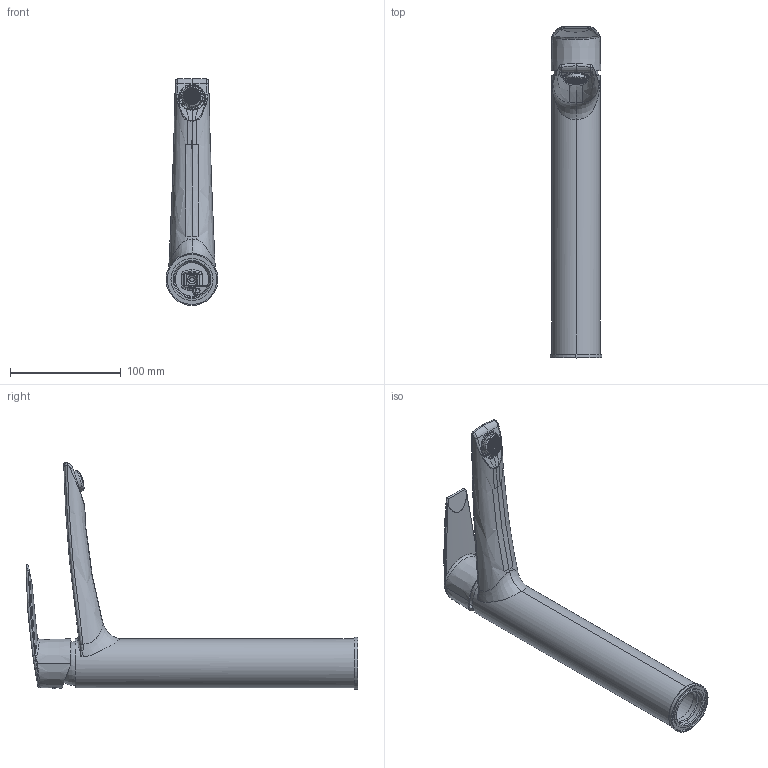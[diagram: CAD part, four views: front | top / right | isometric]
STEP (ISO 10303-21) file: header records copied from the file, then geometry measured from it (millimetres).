
FILE_DESCRIPTION (( 'STEP AP203' ), '1' );
FILE_NAME ('51AP11407.STEP', '2024-12-12T09:18:16', ( '' ), ( '' ), 'SwSTEP 2.0', 'SolidWorks 2021', '' );
FILE_SCHEMA (( 'CONFIG_CONTROL_DESIGN' ));
Length unit declared in the file: millimetre
Products named in the file (1): 51AP11407
Bounding box: 47 x 299.99 x 205.17 mm (x, y, z)
Volume: 149657.8 mm3; surface area: 127024.1 mm2
Topology: 7 solids, 7 shells, 2216 faces, 5651 edges, 3717 vertices
Faces by surface type: plane 1885, cylinder 138, bspline 123, cone 48, sphere 12, torus 10
Entity records: 116148 total; most frequent: CARTESIAN_POINT 62453, ORIENTED_EDGE 11290, DIRECTION 10773, EDGE_CURVE 5645, VERTEX_POINT 3717, VECTOR 3647, LINE 3647, AXIS2_PLACEMENT_3D 3563
